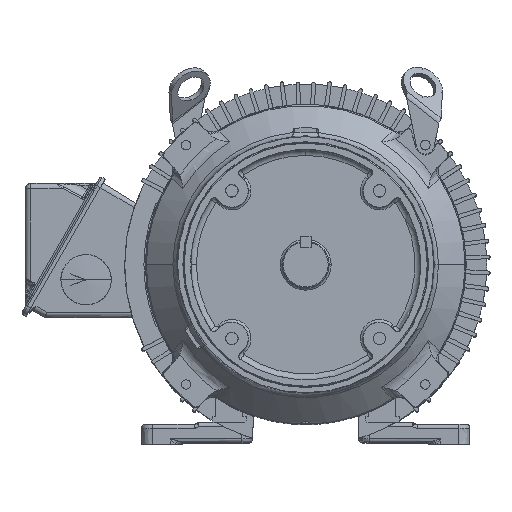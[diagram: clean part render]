
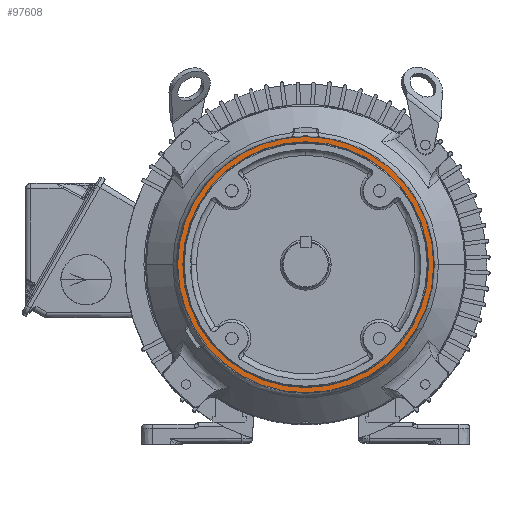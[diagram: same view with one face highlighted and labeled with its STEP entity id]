
A CAD part, top view. The second image highlights one B-rep face of the part: STEP entity #97608.
In plain terms, the highlighted planar face has unit normal (0, 0, 1).
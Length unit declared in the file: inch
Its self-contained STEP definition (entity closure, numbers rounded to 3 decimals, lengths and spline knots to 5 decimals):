
#1145 = EDGE_LOOP ( 'NONE', ( #27554, #117491 ) ) ;
#4285 = VERTEX_POINT ( 'NONE', #24165 ) ;
#6123 = AXIS2_PLACEMENT_3D ( 'NONE', #34476, #80885, #72712 ) ;
#7431 = CARTESIAN_POINT ( 'NONE',  ( 0., 4.44792, 9.913 ) ) ;
#10331 = CARTESIAN_POINT ( 'NONE',  ( 0., 0., 9.913 ) ) ;
#13380 = DIRECTION ( 'NONE',  ( 0., 0., -1. ) ) ;
#15492 = CARTESIAN_POINT ( 'NONE',  ( 0., 0., 9.913 ) ) ;
#20716 = CARTESIAN_POINT ( 'NONE',  ( -4.266, 0., 9.913 ) ) ;
#24165 = CARTESIAN_POINT ( 'NONE',  ( 4.266, 0., 9.913 ) ) ;
#24907 = FACE_OUTER_BOUND ( 'NONE', #1145, .T. ) ;
#25508 = DIRECTION ( 'NONE',  ( -1., 0., 0. ) ) ;
#27554 = ORIENTED_EDGE ( 'NONE', *, *, #65128, .F. ) ;
#34272 = AXIS2_PLACEMENT_3D ( 'NONE', #15492, #62582, #25508 ) ;
#34476 = CARTESIAN_POINT ( 'NONE',  ( 0., 0., 9.913 ) ) ;
#36075 = DIRECTION ( 'NONE',  ( 0., 0., -1. ) ) ;
#38234 = EDGE_CURVE ( 'NONE', #4285, #83052, #70348, .T. ) ;
#41059 = EDGE_CURVE ( 'NONE', #83052, #4285, #116628, .T. ) ;
#41929 = CARTESIAN_POINT ( 'NONE',  ( 0., -4.44792, 9.913 ) ) ;
#51670 = DIRECTION ( 'NONE',  ( -1., 0., 0. ) ) ;
#62582 = DIRECTION ( 'NONE',  ( 0., 0., -1. ) ) ;
#62878 = DIRECTION ( 'NONE',  ( -1., 0., 0. ) ) ;
#63137 = EDGE_LOOP ( 'NONE', ( #94009, #121546 ) ) ;
#63176 = FACE_BOUND ( 'NONE', #63137, .T. ) ;
#65128 = EDGE_CURVE ( 'NONE', #108505, #66234, #104127, .T. ) ;
#66234 = VERTEX_POINT ( 'NONE', #41929 ) ;
#66770 = AXIS2_PLACEMENT_3D ( 'NONE', #112704, #75251, #62878 ) ;
#70348 = CIRCLE ( 'NONE', #72421, 4.266 ) ;
#72421 = AXIS2_PLACEMENT_3D ( 'NONE', #99151, #13380, #51670 ) ;
#72712 = DIRECTION ( 'NONE',  ( 0., 1., 0. ) ) ;
#74297 = DIRECTION ( 'NONE',  ( 0., 1., 0. ) ) ;
#75251 = DIRECTION ( 'NONE',  ( 0., 0., -1. ) ) ;
#77066 = AXIS2_PLACEMENT_3D ( 'NONE', #10331, #36075, #74297 ) ;
#80885 = DIRECTION ( 'NONE',  ( 0., 0., -1. ) ) ;
#83052 = VERTEX_POINT ( 'NONE', #20716 ) ;
#87471 = EDGE_CURVE ( 'NONE', #66234, #108505, #105206, .T. ) ;
#91899 = PLANE ( 'NONE',  #34272 ) ;
#94009 = ORIENTED_EDGE ( 'NONE', *, *, #41059, .T. ) ;
#97608 = ADVANCED_FACE ( 'NONE', ( #24907, #63176 ), #91899, .F. ) ;
#99151 = CARTESIAN_POINT ( 'NONE',  ( 0., 0., 9.913 ) ) ;
#104127 = CIRCLE ( 'NONE', #6123, 4.44792 ) ;
#105206 = CIRCLE ( 'NONE', #77066, 4.44792 ) ;
#108505 = VERTEX_POINT ( 'NONE', #7431 ) ;
#112704 = CARTESIAN_POINT ( 'NONE',  ( 0., 0., 9.913 ) ) ;
#116628 = CIRCLE ( 'NONE', #66770, 4.266 ) ;
#117491 = ORIENTED_EDGE ( 'NONE', *, *, #87471, .F. ) ;
#121546 = ORIENTED_EDGE ( 'NONE', *, *, #38234, .T. ) ;
